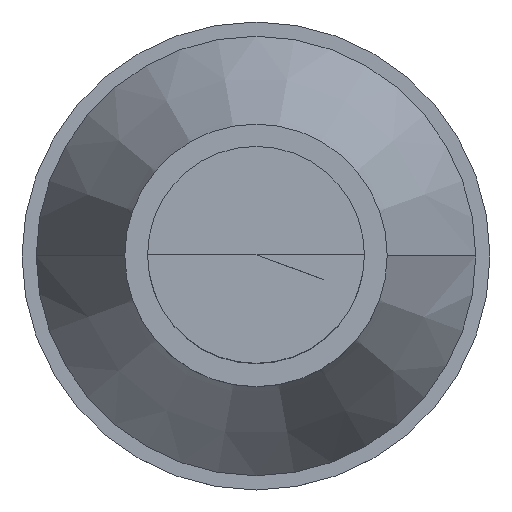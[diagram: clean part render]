
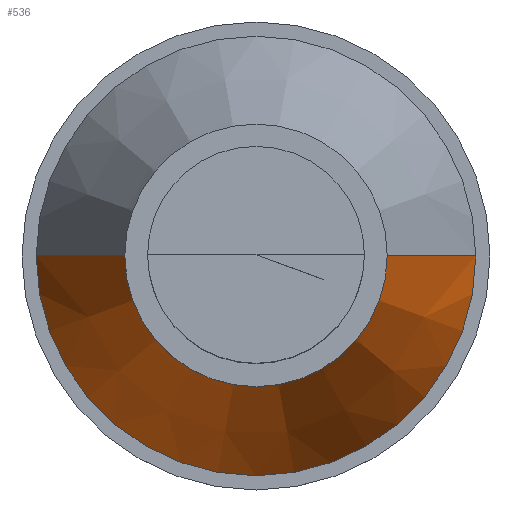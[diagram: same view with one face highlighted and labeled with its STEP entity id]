
A CAD part, top view. The second image highlights one B-rep face of the part: STEP entity #536.
In plain terms, the highlighted conical face has half-angle 23.691 degrees and reference radius 38.5 mm.
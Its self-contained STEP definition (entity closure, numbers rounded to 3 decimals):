
#40 = DIRECTION ( 'NONE',  ( 1., 0., 0. ) ) ;
#41 = DIRECTION ( 'NONE',  ( 0., 0., -1. ) ) ;
#42 = CIRCLE ( 'NONE', #286, 38.5 ) ;
#48 = DIRECTION ( 'NONE',  ( -1., 0., 0. ) ) ;
#107 = CARTESIAN_POINT ( 'NONE',  ( -17., 0., 50. ) ) ;
#150 = CARTESIAN_POINT ( 'NONE',  ( 17.001, 0., 50. ) ) ;
#153 = VECTOR ( 'NONE', #235, 1000. ) ;
#159 = CONICAL_SURFACE ( 'NONE', #514, 38.5, 0.413 ) ;
#183 = LINE ( 'NONE', #318, #766 ) ;
#184 = CARTESIAN_POINT ( 'NONE',  ( 0., 0., 1. ) ) ;
#235 = DIRECTION ( 'NONE',  ( -0.402, 0., -0.916 ) ) ;
#239 = DIRECTION ( 'NONE',  ( 1., 0., 0. ) ) ;
#286 = AXIS2_PLACEMENT_3D ( 'NONE', #184, #747, #239 ) ;
#295 = AXIS2_PLACEMENT_3D ( 'NONE', #862, #413, #40 ) ;
#318 = CARTESIAN_POINT ( 'NONE',  ( 38.501, 0., 1. ) ) ;
#413 = DIRECTION ( 'NONE',  ( 0., 0., 1. ) ) ;
#414 = EDGE_LOOP ( 'NONE', ( #467, #453, #469, #522 ) ) ;
#437 = CARTESIAN_POINT ( 'NONE',  ( 38.501, 0., 1. ) ) ;
#453 = ORIENTED_EDGE ( 'NONE', *, *, #717, .T. ) ;
#467 = ORIENTED_EDGE ( 'NONE', *, *, #713, .T. ) ;
#469 = ORIENTED_EDGE ( 'NONE', *, *, #719, .F. ) ;
#497 = DIRECTION ( 'NONE',  ( 0.402, 0., -0.916 ) ) ;
#505 = CARTESIAN_POINT ( 'NONE',  ( 0., 0., 1. ) ) ;
#514 = AXIS2_PLACEMENT_3D ( 'NONE', #505, #41, #48 ) ;
#522 = ORIENTED_EDGE ( 'NONE', *, *, #724, .F. ) ;
#536 = ADVANCED_FACE ( 'NONE', ( #887 ), #159, .F. ) ;
#551 = LINE ( 'NONE', #799, #153 ) ;
#580 = CIRCLE ( 'NONE', #295, 17. ) ;
#713 = EDGE_CURVE ( 'NONE', #803, #824, #580, .T. ) ;
#717 = EDGE_CURVE ( 'NONE', #824, #814, #183, .T. ) ;
#719 = EDGE_CURVE ( 'NONE', #823, #814, #42, .T. ) ;
#724 = EDGE_CURVE ( 'NONE', #803, #823, #551, .T. ) ;
#747 = DIRECTION ( 'NONE',  ( 0., 0., 1. ) ) ;
#766 = VECTOR ( 'NONE', #497, 1000. ) ;
#799 = CARTESIAN_POINT ( 'NONE',  ( -38.5, 0., 1. ) ) ;
#803 = VERTEX_POINT ( 'NONE', #107 ) ;
#814 = VERTEX_POINT ( 'NONE', #437 ) ;
#823 = VERTEX_POINT ( 'NONE', #879 ) ;
#824 = VERTEX_POINT ( 'NONE', #150 ) ;
#862 = CARTESIAN_POINT ( 'NONE',  ( 0., 0., 50. ) ) ;
#879 = CARTESIAN_POINT ( 'NONE',  ( -38.5, 0., 1. ) ) ;
#887 = FACE_OUTER_BOUND ( 'NONE', #414, .T. ) ;
